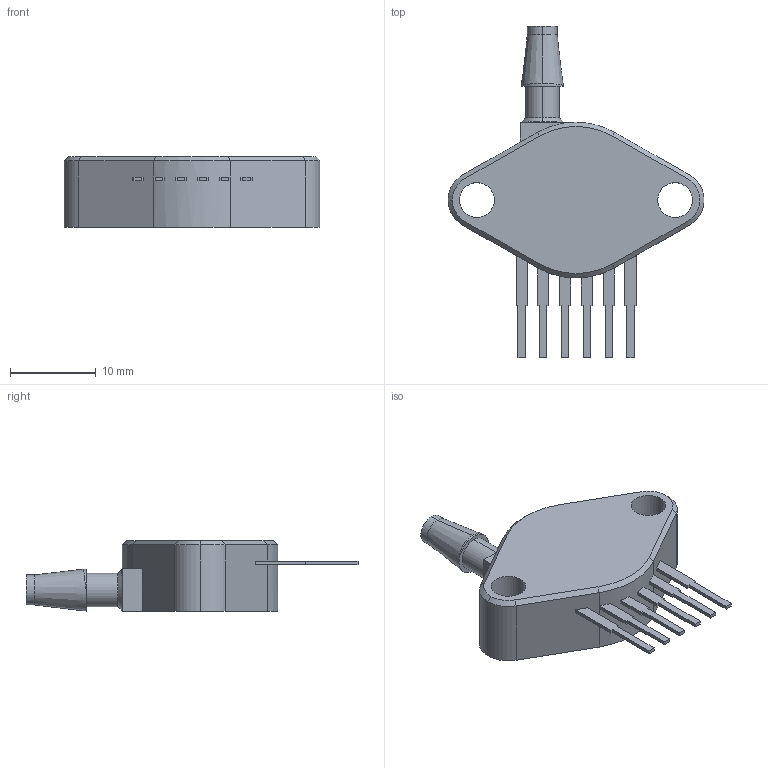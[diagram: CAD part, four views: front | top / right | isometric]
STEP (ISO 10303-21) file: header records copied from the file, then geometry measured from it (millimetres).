
FILE_DESCRIPTION (( 'STEP AP214' ), '1' );
FILE_NAME ('User Library-MPX5700AP.STEP', '2015-07-04T21:29:53', ( 'Windows User' ), ( '' ), 'SwSTEP 2.0', 'SolidWorks 2015', '' );
FILE_SCHEMA (( 'AUTOMOTIVE_DESIGN' ));
Length unit declared in the file: millimetre
Products named in the file (1): User Library-MPX5700AP
Bounding box: 29.84 x 38.72 x 8.26 mm (x, y, z)
Volume: 2946 mm3; surface area: 1802.9 mm2
Topology: 1 solids, 1 shells, 93 faces, 236 edges, 153 vertices
Faces by surface type: plane 69, cylinder 15, cone 9
Entity records: 3891 total; most frequent: CARTESIAN_POINT 545, ORIENTED_EDGE 472, DIRECTION 466, EDGE_CURVE 236, LINE 186, VECTOR 186, VERTEX_POINT 153, AXIS2_PLACEMENT_3D 140
